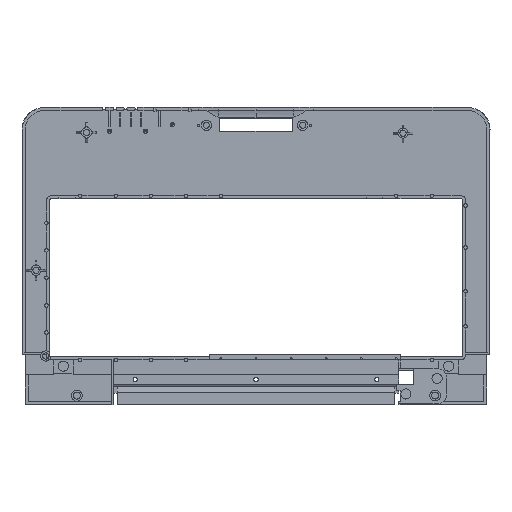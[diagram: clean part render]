
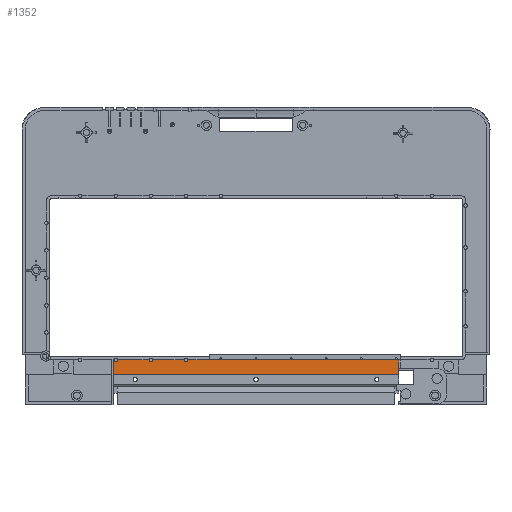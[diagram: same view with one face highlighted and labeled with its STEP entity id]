
A CAD part, front view. The second image highlights one B-rep face of the part: STEP entity #1352.
In plain terms, the highlighted planar face has unit normal (0, -1, 0).
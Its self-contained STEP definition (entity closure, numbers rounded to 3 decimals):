
#740=FACE_OUTER_BOUND('',#2498,.T.);
#1352=ADVANCED_FACE('',(#740),#1785,.T.);
#1785=PLANE('',#12377);
#2498=EDGE_LOOP('',(#5946,#5947,#5948,#5949,#5950,#5951,#5952,#5953,#5954,
#5955,#5956));
#3165=CIRCLE('',#12374,1.426);
#3166=CIRCLE('',#12375,1.426);
#3167=CIRCLE('',#12376,1.426);
#5946=ORIENTED_EDGE('',*,*,#9131,.T.);
#5947=ORIENTED_EDGE('',*,*,#7877,.F.);
#5948=ORIENTED_EDGE('',*,*,#9132,.F.);
#5949=ORIENTED_EDGE('',*,*,#7850,.F.);
#5950=ORIENTED_EDGE('',*,*,#9128,.T.);
#5951=ORIENTED_EDGE('',*,*,#9019,.T.);
#5952=ORIENTED_EDGE('',*,*,#9133,.F.);
#5953=ORIENTED_EDGE('',*,*,#9134,.T.);
#5954=ORIENTED_EDGE('',*,*,#9135,.F.);
#5955=ORIENTED_EDGE('',*,*,#9136,.T.);
#5956=ORIENTED_EDGE('',*,*,#9137,.F.);
#6726=VERTEX_POINT('',#16306);
#6727=VERTEX_POINT('',#16308);
#6748=VERTEX_POINT('',#16360);
#6749=VERTEX_POINT('',#16362);
#7505=VERTEX_POINT('',#20475);
#7506=VERTEX_POINT('',#20477);
#7571=VERTEX_POINT('',#20706);
#7572=VERTEX_POINT('',#20709);
#7573=VERTEX_POINT('',#20711);
#7574=VERTEX_POINT('',#20713);
#7575=VERTEX_POINT('',#20715);
#7850=EDGE_CURVE('',#6726,#6727,#9478,.T.);
#7877=EDGE_CURVE('',#6748,#6749,#9497,.T.);
#9019=EDGE_CURVE('',#7506,#7505,#10222,.T.);
#9128=EDGE_CURVE('',#6726,#7506,#10294,.T.);
#9131=EDGE_CURVE('',#7571,#6749,#10297,.T.);
#9132=EDGE_CURVE('',#6727,#6748,#10298,.T.);
#9133=EDGE_CURVE('',#7572,#7505,#3165,.T.);
#9134=EDGE_CURVE('',#7572,#7573,#10299,.T.);
#9135=EDGE_CURVE('',#7574,#7573,#3166,.T.);
#9136=EDGE_CURVE('',#7574,#7575,#10300,.T.);
#9137=EDGE_CURVE('',#7571,#7575,#3167,.T.);
#9478=LINE('',#16307,#10544);
#9497=LINE('',#16361,#10563);
#10222=LINE('',#20476,#11294);
#10294=LINE('',#20699,#11366);
#10297=LINE('',#20705,#11369);
#10298=LINE('',#20707,#11370);
#10299=LINE('',#20710,#11371);
#10300=LINE('',#20714,#11372);
#10544=VECTOR('',#12792,1.);
#10563=VECTOR('',#12837,1.);
#11294=VECTOR('',#14976,1.);
#11366=VECTOR('',#15212,1.);
#11369=VECTOR('',#15221,1.);
#11370=VECTOR('',#15222,1.);
#11371=VECTOR('',#15225,1.);
#11372=VECTOR('',#15228,1.);
#12374=AXIS2_PLACEMENT_3D('',#20708,#15223,#15224);
#12375=AXIS2_PLACEMENT_3D('',#20712,#15226,#15227);
#12376=AXIS2_PLACEMENT_3D('',#20716,#15229,#15230);
#12377=AXIS2_PLACEMENT_3D('',#20717,#15231,#15232);
#12792=DIRECTION('',(0.,0.,-1.));
#12837=DIRECTION('',(0.,0.,1.));
#14976=DIRECTION('',(-1.,0.,0.));
#15212=DIRECTION('',(0.,0.,1.));
#15221=DIRECTION('',(-1.,0.,0.));
#15222=DIRECTION('',(-1.,0.,0.));
#15223=DIRECTION('',(0.,-1.,0.));
#15224=DIRECTION('',(-1.,0.,0.));
#15225=DIRECTION('',(-1.,0.,0.));
#15226=DIRECTION('',(0.,-1.,0.));
#15227=DIRECTION('',(-1.,0.,0.));
#15228=DIRECTION('',(-1.,0.,0.));
#15229=DIRECTION('',(0.,-1.,0.));
#15230=DIRECTION('',(-1.,0.,0.));
#15231=DIRECTION('',(0.,-1.,0.));
#15232=DIRECTION('',(1.,0.,0.));
#16306=CARTESIAN_POINT('',(115.949,-2.218,49.104));
#16307=CARTESIAN_POINT('',(115.949,-2.218,49.104));
#16308=CARTESIAN_POINT('',(115.949,-2.218,45.778));
#16360=CARTESIAN_POINT('',(-115.949,-2.218,45.778));
#16361=CARTESIAN_POINT('',(-115.949,-2.218,45.778));
#16362=CARTESIAN_POINT('',(-115.949,-2.218,57.816));
#20475=CARTESIAN_POINT('',(-55.598,-2.218,57.816));
#20476=CARTESIAN_POINT('',(115.949,-2.218,57.816));
#20477=CARTESIAN_POINT('',(115.949,-2.218,57.816));
#20699=CARTESIAN_POINT('',(115.949,-2.218,49.104));
#20705=CARTESIAN_POINT('',(-115.474,-2.218,57.816));
#20706=CARTESIAN_POINT('',(-115.474,-2.218,57.816));
#20707=CARTESIAN_POINT('',(115.949,-2.218,45.778));
#20708=CARTESIAN_POINT('',(-57.024,-2.218,57.816));
#20709=CARTESIAN_POINT('',(-58.45,-2.218,57.816));
#20710=CARTESIAN_POINT('',(-58.45,-2.218,57.816));
#20711=CARTESIAN_POINT('',(-84.11,-2.218,57.816));
#20712=CARTESIAN_POINT('',(-85.536,-2.218,57.816));
#20713=CARTESIAN_POINT('',(-86.962,-2.218,57.816));
#20714=CARTESIAN_POINT('',(-86.962,-2.218,57.816));
#20715=CARTESIAN_POINT('',(-112.622,-2.218,57.816));
#20716=CARTESIAN_POINT('',(-114.048,-2.218,57.816));
#20717=CARTESIAN_POINT('',(0.,-2.218,19.483));
